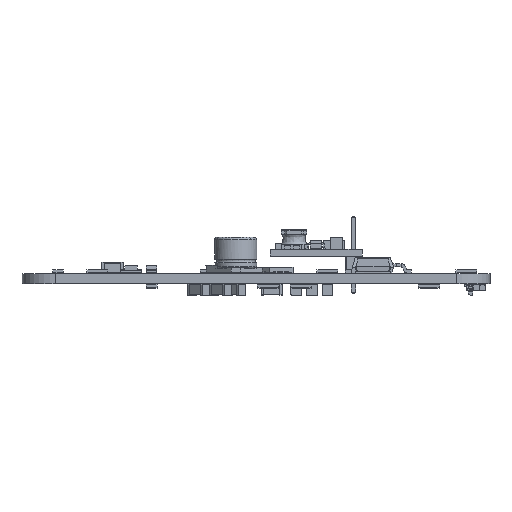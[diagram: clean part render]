
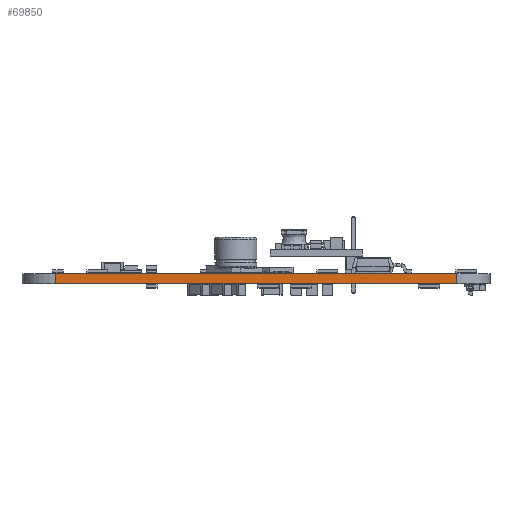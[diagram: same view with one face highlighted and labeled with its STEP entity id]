
A CAD part, left-side view. The second image highlights one B-rep face of the part: STEP entity #69850.
In plain terms, the highlighted planar face has unit normal (-1, 0, 0).
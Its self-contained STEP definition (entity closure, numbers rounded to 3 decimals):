
#67695 = VERTEX_POINT('',#67696);
#67696 = CARTESIAN_POINT('',(-35.,30.,0.));
#67703 = EDGE_CURVE('',#67704,#67695,#67706,.T.);
#67704 = VERTEX_POINT('',#67705);
#67705 = CARTESIAN_POINT('',(-35.,-30.,0.));
#67706 = LINE('',#67707,#67708);
#67707 = CARTESIAN_POINT('',(-35.,-30.,0.));
#67708 = VECTOR('',#67709,1.);
#67709 = DIRECTION('',(0.,1.,0.));
#68759 = VERTEX_POINT('',#68760);
#68760 = CARTESIAN_POINT('',(-35.,30.,1.51));
#68767 = EDGE_CURVE('',#68768,#68759,#68770,.T.);
#68768 = VERTEX_POINT('',#68769);
#68769 = CARTESIAN_POINT('',(-35.,-30.,1.51));
#68770 = LINE('',#68771,#68772);
#68771 = CARTESIAN_POINT('',(-35.,-30.,1.51));
#68772 = VECTOR('',#68773,1.);
#68773 = DIRECTION('',(0.,1.,0.));
#69820 = EDGE_CURVE('',#67695,#68759,#69821,.T.);
#69821 = LINE('',#69822,#69823);
#69822 = CARTESIAN_POINT('',(-35.,30.,0.));
#69823 = VECTOR('',#69824,1.);
#69824 = DIRECTION('',(0.,0.,1.));
#69850 = ADVANCED_FACE('',(#69851),#69862,.T.);
#69851 = FACE_BOUND('',#69852,.T.);
#69852 = EDGE_LOOP('',(#69853,#69859,#69860,#69861));
#69853 = ORIENTED_EDGE('',*,*,#69854,.T.);
#69854 = EDGE_CURVE('',#67704,#68768,#69855,.T.);
#69855 = LINE('',#69856,#69857);
#69856 = CARTESIAN_POINT('',(-35.,-30.,0.));
#69857 = VECTOR('',#69858,1.);
#69858 = DIRECTION('',(0.,0.,1.));
#69859 = ORIENTED_EDGE('',*,*,#68767,.T.);
#69860 = ORIENTED_EDGE('',*,*,#69820,.F.);
#69861 = ORIENTED_EDGE('',*,*,#67703,.F.);
#69862 = PLANE('',#69863);
#69863 = AXIS2_PLACEMENT_3D('',#69864,#69865,#69866);
#69864 = CARTESIAN_POINT('',(-35.,-30.,0.));
#69865 = DIRECTION('',(-1.,0.,0.));
#69866 = DIRECTION('',(0.,1.,0.));
